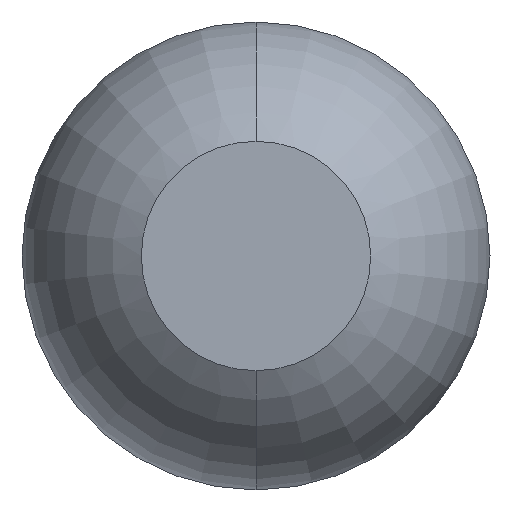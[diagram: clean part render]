
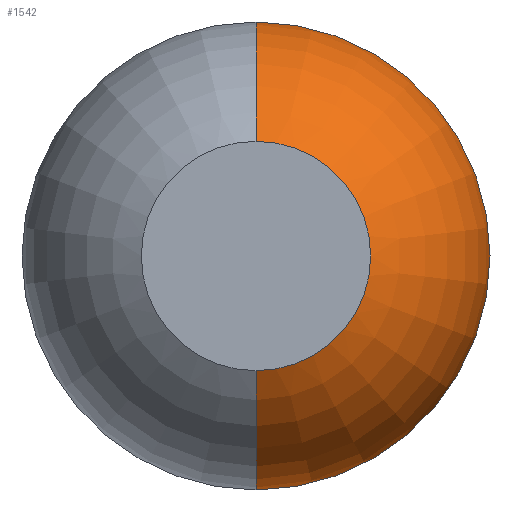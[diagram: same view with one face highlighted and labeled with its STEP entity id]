
A CAD part, front view. The second image highlights one B-rep face of the part: STEP entity #1542.
In plain terms, the highlighted toroidal (fillet/blend) face has major radius 0.01 mm and minor radius 0.5 mm.
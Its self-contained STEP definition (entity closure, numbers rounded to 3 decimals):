
#25 = CARTESIAN_POINT ( 'NONE',  ( 0., -27.4, 0.25 ) ) ;
#26 = ORIENTED_EDGE ( 'NONE', *, *, #2534, .F. ) ;
#109 = AXIS2_PLACEMENT_3D ( 'NONE', #536, #245, #3703 ) ;
#209 = DIRECTION ( 'NONE',  ( 0., 0., -1. ) ) ;
#216 = CIRCLE ( 'NONE', #1085, 0.25 ) ;
#245 = DIRECTION ( 'NONE',  ( 0., 1., 0. ) ) ;
#251 = DIRECTION ( 'NONE',  ( 0., 0., -1. ) ) ;
#400 = EDGE_CURVE ( 'Defeature ausgef�hrt1_6+Defeature ausgef�hrt1_5+Defeature ausgef�hrt1_5+Defeature ausgef�hrt1_5', #1035, #3217, #892, .T. ) ;
#507 = EDGE_LOOP ( 'NONE', ( #26, #2718, #3195, #576 ) ) ;
#536 = CARTESIAN_POINT ( 'NONE',  ( 0., -26.961, 0. ) ) ;
#576 = ORIENTED_EDGE ( 'NONE', *, *, #1645, .F. ) ;
#583 = VERTEX_POINT ( 'NONE', #25 ) ;
#607 = AXIS2_PLACEMENT_3D ( 'NONE', #3185, #1745, #2014 ) ;
#677 = TOROIDAL_SURFACE ( 'NONE', #109, 0.01, 0.5 ) ;
#761 = CIRCLE ( 'NONE', #2899, 0.5 ) ;
#892 = CIRCLE ( 'NONE', #607, 0.51 ) ;
#1035 = VERTEX_POINT ( 'NONE', #1113 ) ;
#1085 = AXIS2_PLACEMENT_3D ( 'NONE', #2294, #3487, #251 ) ;
#1113 = CARTESIAN_POINT ( 'NONE',  ( 0., -26.961, 0.51 ) ) ;
#1163 = DIRECTION ( 'NONE',  ( -1., 0., 0. ) ) ;
#1291 = CARTESIAN_POINT ( 'NONE',  ( 0., -27.4, -0.25 ) ) ;
#1474 = EDGE_CURVE ( 'NONE', #3530, #3217, #761, .T. ) ;
#1477 = CARTESIAN_POINT ( 'NONE',  ( 0., -26.961, -0.51 ) ) ;
#1507 = AXIS2_PLACEMENT_3D ( 'NONE', #3491, #1163, #3207 ) ;
#1542 = ADVANCED_FACE ( 'Defeature ausgef�hrt1_5', ( #3657 ), #677, .T. ) ;
#1645 = EDGE_CURVE ( 'NONE', #583, #1035, #3532, .T. ) ;
#1745 = DIRECTION ( 'NONE',  ( 0., 1., 0. ) ) ;
#1942 = CARTESIAN_POINT ( 'NONE',  ( 0., -26.961, -0.01 ) ) ;
#2014 = DIRECTION ( 'NONE',  ( 0., 0., 1. ) ) ;
#2294 = CARTESIAN_POINT ( 'NONE',  ( 0., -27.4, 0. ) ) ;
#2534 = EDGE_CURVE ( 'Defeature ausgef�hrt1_11+Defeature ausgef�hrt1_5+Defeature ausgef�hrt1_5+Defeature ausgef�hrt1_5', #3530, #583, #216, .T. ) ;
#2718 = ORIENTED_EDGE ( 'NONE', *, *, #1474, .T. ) ;
#2899 = AXIS2_PLACEMENT_3D ( 'NONE', #1942, #3070, #209 ) ;
#3070 = DIRECTION ( 'NONE',  ( 1., 0., 0. ) ) ;
#3185 = CARTESIAN_POINT ( 'NONE',  ( 0., -26.961, 0. ) ) ;
#3195 = ORIENTED_EDGE ( 'NONE', *, *, #400, .F. ) ;
#3207 = DIRECTION ( 'NONE',  ( 0., 0., 1. ) ) ;
#3217 = VERTEX_POINT ( 'NONE', #1477 ) ;
#3487 = DIRECTION ( 'NONE',  ( 0., -1., 0. ) ) ;
#3491 = CARTESIAN_POINT ( 'NONE',  ( 0., -26.961, 0.01 ) ) ;
#3530 = VERTEX_POINT ( 'NONE', #1291 ) ;
#3532 = CIRCLE ( 'NONE', #1507, 0.5 ) ;
#3657 = FACE_OUTER_BOUND ( 'NONE', #507, .T. ) ;
#3703 = DIRECTION ( 'NONE',  ( 0., 0., 1. ) ) ;
